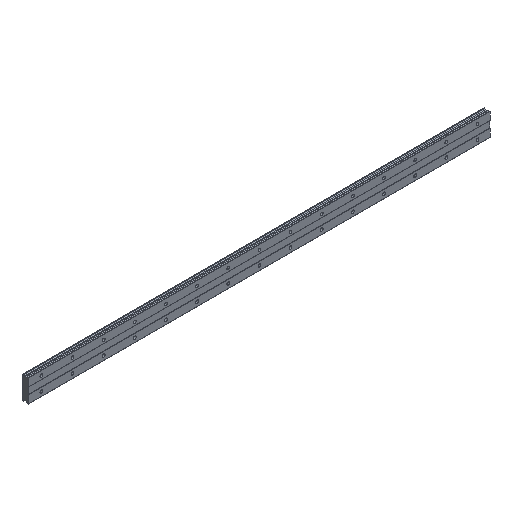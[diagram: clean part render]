
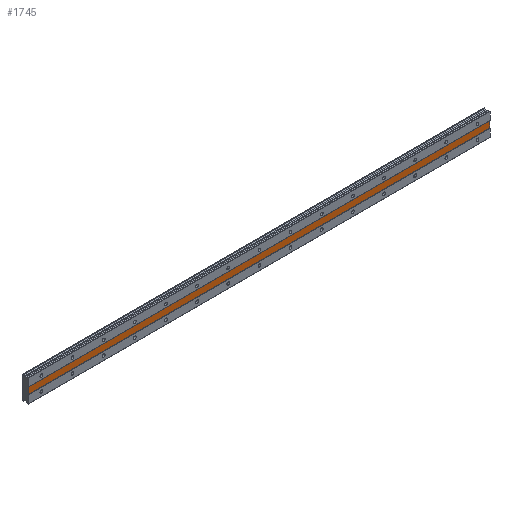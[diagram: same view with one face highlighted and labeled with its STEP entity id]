
A CAD part, isometric view. The second image highlights one B-rep face of the part: STEP entity #1745.
In plain terms, the highlighted planar face has unit normal (0, -1, 0).
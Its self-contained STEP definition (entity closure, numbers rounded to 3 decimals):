
#41 = VERTEX_POINT ( 'NONE', #484 ) ;
#65 = VECTOR ( 'NONE', #4189, 1000. ) ;
#198 = ORIENTED_EDGE ( 'NONE', *, *, #1918, .T. ) ;
#201 = EDGE_CURVE ( 'NONE', #1021, #1866, #687, .T. ) ;
#326 = CARTESIAN_POINT ( 'NONE',  ( -20., 0.5, 18.34 ) ) ;
#373 = ORIENTED_EDGE ( 'NONE', *, *, #201, .F. ) ;
#484 = CARTESIAN_POINT ( 'NONE',  ( -20., 0.5, 5. ) ) ;
#539 = CARTESIAN_POINT ( 'NONE',  ( 720., 0.5, -5. ) ) ;
#619 = CARTESIAN_POINT ( 'NONE',  ( 720., 0.5, -5. ) ) ;
#636 = CARTESIAN_POINT ( 'NONE',  ( 720., 0.5, 5. ) ) ;
#687 = LINE ( 'NONE', #5616, #2654 ) ;
#929 = EDGE_CURVE ( 'NONE', #1021, #41, #4621, .T. ) ;
#1021 = VERTEX_POINT ( 'NONE', #4309 ) ;
#1121 = VERTEX_POINT ( 'NONE', #1732 ) ;
#1236 = EDGE_CURVE ( 'NONE', #1866, #1121, #1836, .T. ) ;
#1434 = DIRECTION ( 'NONE',  ( -1., 0., 0. ) ) ;
#1684 = LINE ( 'NONE', #326, #2442 ) ;
#1732 = CARTESIAN_POINT ( 'NONE',  ( -20., 0.5, -5. ) ) ;
#1745 = ADVANCED_FACE ( 'NONE', ( #2874 ), #3276, .F. ) ;
#1836 = LINE ( 'NONE', #539, #2765 ) ;
#1866 = VERTEX_POINT ( 'NONE', #619 ) ;
#1918 = EDGE_CURVE ( 'NONE', #41, #1121, #1684, .T. ) ;
#2442 = VECTOR ( 'NONE', #5245, 1000. ) ;
#2654 = VECTOR ( 'NONE', #4722, 1000. ) ;
#2757 = EDGE_LOOP ( 'NONE', ( #5531, #373, #3685, #198 ) ) ;
#2765 = VECTOR ( 'NONE', #1434, 1000. ) ;
#2874 = FACE_OUTER_BOUND ( 'NONE', #2757, .T. ) ;
#3276 = PLANE ( 'NONE',  #4678 ) ;
#3311 = CARTESIAN_POINT ( 'NONE',  ( 720., 0.5, 5. ) ) ;
#3368 = DIRECTION ( 'NONE',  ( 0., 1., 0. ) ) ;
#3685 = ORIENTED_EDGE ( 'NONE', *, *, #929, .T. ) ;
#3819 = DIRECTION ( 'NONE',  ( 0., 0., 1. ) ) ;
#4189 = DIRECTION ( 'NONE',  ( -1., 0., 0. ) ) ;
#4309 = CARTESIAN_POINT ( 'NONE',  ( 720., 0.5, 5. ) ) ;
#4621 = LINE ( 'NONE', #636, #65 ) ;
#4678 = AXIS2_PLACEMENT_3D ( 'NONE', #3311, #3368, #3819 ) ;
#4722 = DIRECTION ( 'NONE',  ( 0., 0., -1. ) ) ;
#5245 = DIRECTION ( 'NONE',  ( 0., 0., -1. ) ) ;
#5531 = ORIENTED_EDGE ( 'NONE', *, *, #1236, .F. ) ;
#5616 = CARTESIAN_POINT ( 'NONE',  ( 720., 0.5, 18.34 ) ) ;
